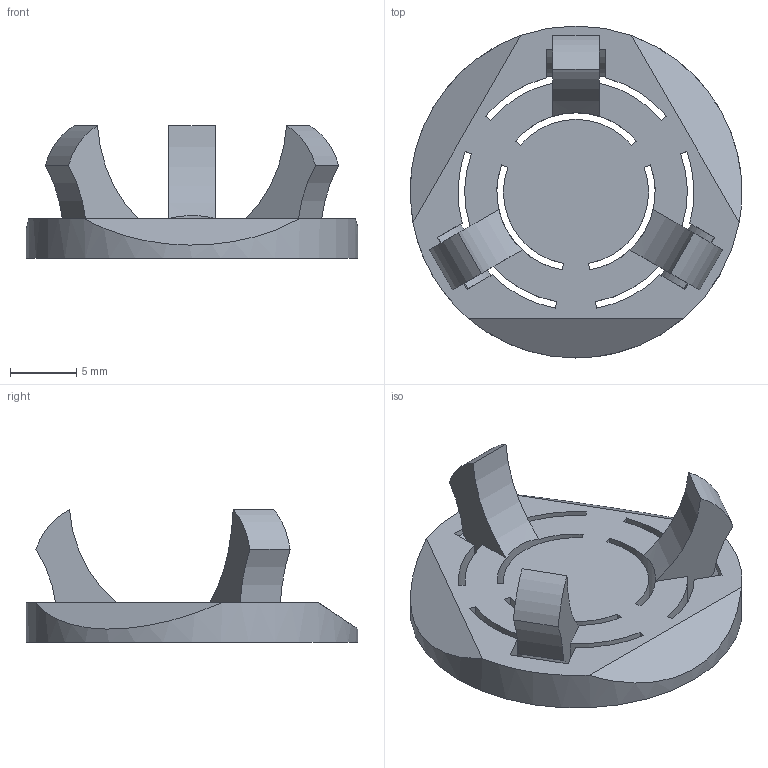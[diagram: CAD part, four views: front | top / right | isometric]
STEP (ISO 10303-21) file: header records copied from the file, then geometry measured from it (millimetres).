
FILE_DESCRIPTION(/* description */ (''),/* implementation_level */ '2;1');
FILE_NAME(/* name */ 'ladybug.step',/* time_stamp */ '2024-09-14T17:00:28-06:00',/* author */ (''),/* organization */ (''),/* preprocessor_version */ 'ST-DEVELOPER v20',/* originating_system */ 'Autodesk Translation Framework v13.14.0.145',/* authorisation */ '');
FILE_SCHEMA (('AUTOMOTIVE_DESIGN { 1 0 10303 214 3 1 1 }'));
Length unit declared in the file: millimetre
Products named in the file (1): ladybug
Bounding box: 25 x 25 x 10 mm (x, y, z)
Volume: 1470.6 mm3; surface area: 1847 mm2
Topology: 1 solids, 1 shells, 72 faces, 201 edges, 128 vertices
Faces by surface type: cylinder 43, plane 29
Full cylindrical faces by diameter (mm): 25 x1
Entity records: 2438 total; most frequent: CARTESIAN_POINT 471, DIRECTION 427, ORIENTED_EDGE 402, EDGE_CURVE 201, AXIS2_PLACEMENT_3D 162, VERTEX_POINT 128, LINE 103, VECTOR 103
